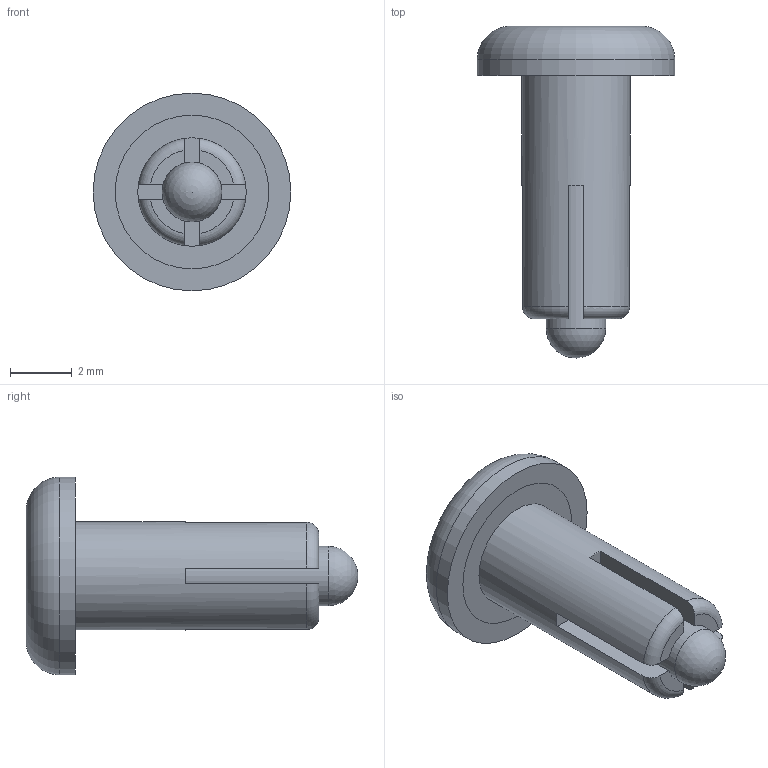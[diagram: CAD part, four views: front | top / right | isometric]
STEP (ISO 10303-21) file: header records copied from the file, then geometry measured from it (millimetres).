
FILE_DESCRIPTION(/* description */ (''),/* implementation_level */ '2;1');
FILE_NAME(/* name */ 'keystone-PN3446 (rivet key inserted).step',/* time_stamp */ '2020-04-30T13:05:09-05:00',/* author */ (''),/* organization */ (''),/* preprocessor_version */ 'ST-DEVELOPER v18.1',/* originating_system */ 'Autodesk Translation Framework v9.2.0.1227',/* authorisation */ '');
FILE_SCHEMA (('AUTOMOTIVE_DESIGN { 1 0 10303 214 3 1 1 }'));
Length unit declared in the file: millimetre
Products named in the file (1): keystone-PN3446
Bounding box: 6.4 x 10.74 x 6.4 mm (x, y, z)
Volume: 116.6 mm3; surface area: 344.9 mm2
Topology: 2 solids, 2 shells, 34 faces, 96 edges, 67 vertices
Faces by surface type: plane 21, torus 6, cylinder 5, cone 1, sphere 1
Full cylindrical faces by diameter (mm): 1.93 x2, 3.505 x1, 4.978 x1, 6.401 x1
Entity records: 1510 total; most frequent: CARTESIAN_POINT 557, DIRECTION 202, ORIENTED_EDGE 190, EDGE_CURVE 95, AXIS2_PLACEMENT_3D 82, VERTEX_POINT 67, CIRCLE 47, EDGE_LOOP 38
